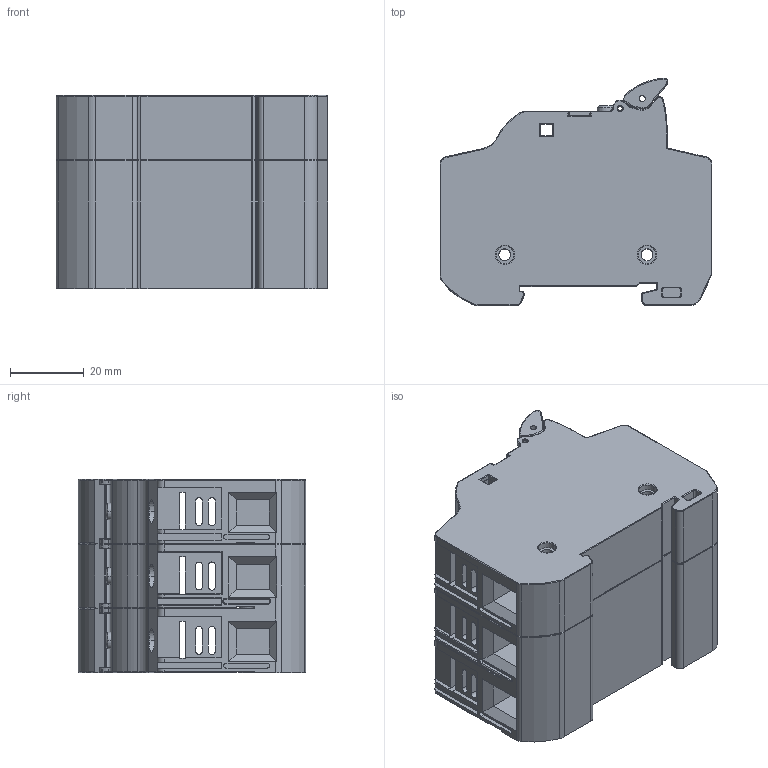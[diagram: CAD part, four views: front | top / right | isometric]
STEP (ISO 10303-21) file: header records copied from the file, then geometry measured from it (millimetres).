
FILE_DESCRIPTION (( 'STEP AP214' ), '1' );
FILE_NAME ('EHM3DIU-4.STEP', '2012-06-01T17:51:49', ( '.adc' ), ( '' ), 'SwSTEP 2.0', 'SolidWorks 2011', '' );
FILE_SCHEMA (( 'AUTOMOTIVE_DESIGN' ));
Length unit declared in the file: millimetre
Products named in the file (1): EHM3DIU-4
Bounding box: 73.88 x 61.82 x 52.52 mm (x, y, z)
Volume: 158270.6 mm3; surface area: 48401.4 mm2
Topology: 2 solids, 12 shells, 1598 faces, 4155 edges, 2649 vertices
Faces by surface type: plane 751, cylinder 525, torus 206, bspline 78, cone 38
Entity records: 54780 total; most frequent: CARTESIAN_POINT 13701, ORIENTED_EDGE 8310, DIRECTION 8303, EDGE_CURVE 4155, AXIS2_PLACEMENT_3D 2888, VERTEX_POINT 2649, VECTOR 2527, LINE 2527
